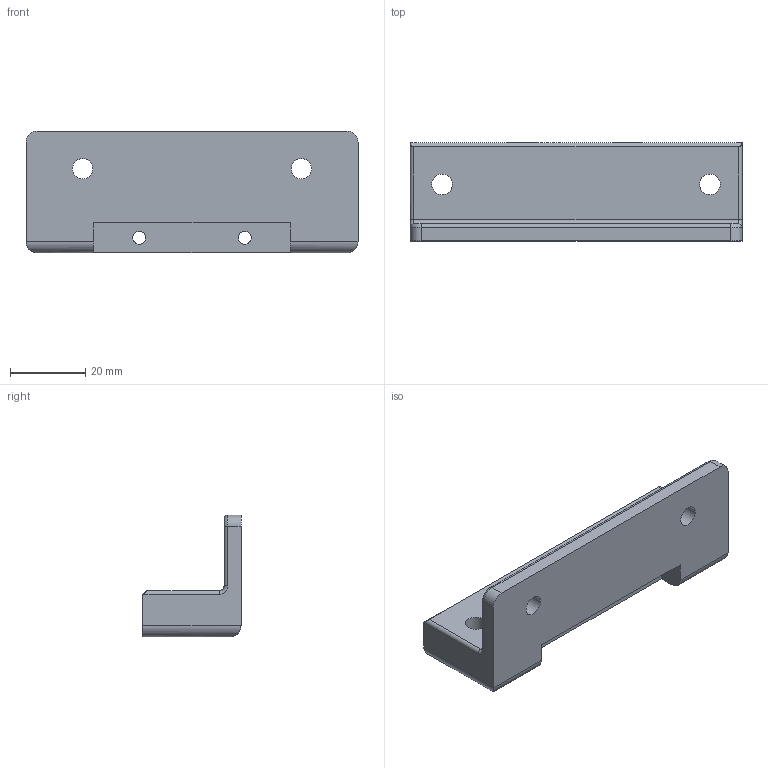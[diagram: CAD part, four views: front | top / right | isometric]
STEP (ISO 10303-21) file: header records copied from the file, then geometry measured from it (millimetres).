
FILE_DESCRIPTION(/* description */ (''),/* implementation_level */ '2;1');
FILE_NAME(/* name */ 'sigma_adaptor_v2.step',/* time_stamp */ '2022-04-17T18:02:00+03:00',/* author */ (''),/* organization */ (''),/* preprocessor_version */ 'ST-DEVELOPER v18.1',/* originating_system */ 'Autodesk Translation Framework v10.14.0.1471',/* authorisation */ '');
FILE_SCHEMA (('AUTOMOTIVE_DESIGN { 1 0 10303 214 3 1 1 }'));
Length unit declared in the file: millimetre
Products named in the file (1): sigma_adaptor_v2
Bounding box: 88 x 26 x 32.3 mm (x, y, z)
Volume: 30845.8 mm3; surface area: 11883.5 mm2
Topology: 1 solids, 1 shells, 75 faces, 183 edges, 114 vertices
Faces by surface type: plane 49, cylinder 22, torus 4
Full cylindrical faces by diameter (mm): 3.4 x2, 5.4 x2, 5.5 x2
Entity records: 2235 total; most frequent: DIRECTION 381, CARTESIAN_POINT 373, ORIENTED_EDGE 366, EDGE_CURVE 183, LINE 137, VECTOR 137, AXIS2_PLACEMENT_3D 122, VERTEX_POINT 114
